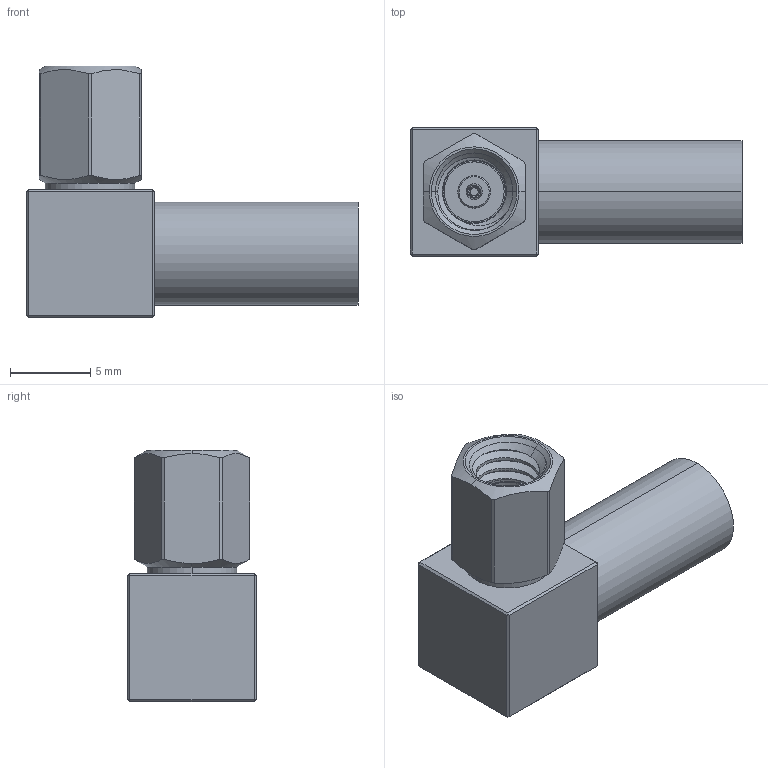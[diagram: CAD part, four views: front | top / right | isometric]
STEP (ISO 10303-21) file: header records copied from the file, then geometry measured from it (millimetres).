
FILE_DESCRIPTION (( 'STEP AP203' ), '1' );
FILE_NAME ('PE45193.step', '2018-10-04T23:00:25', ( '' ), ( '' ), 'SwSTEP 2.0', 'SolidWorks 2017', '' );
FILE_SCHEMA (( 'CONFIG_CONTROL_DESIGN' ));
Length unit declared in the file: inch
Products named in the file (1): PE45193
Bounding box: 20.7 x 8 x 15.7 mm (x, y, z)
Volume: 854.9 mm3; surface area: 1448.4 mm2
Topology: 2 solids, 3 shells, 132 faces, 310 edges, 195 vertices
Faces by surface type: plane 68, cylinder 42, cone 16, bspline 6
Entity records: 5448 total; most frequent: CARTESIAN_POINT 2420, ORIENTED_EDGE 620, DIRECTION 600, EDGE_CURVE 310, AXIS2_PLACEMENT_3D 228, VERTEX_POINT 195, EDGE_LOOP 145, VECTOR 144
